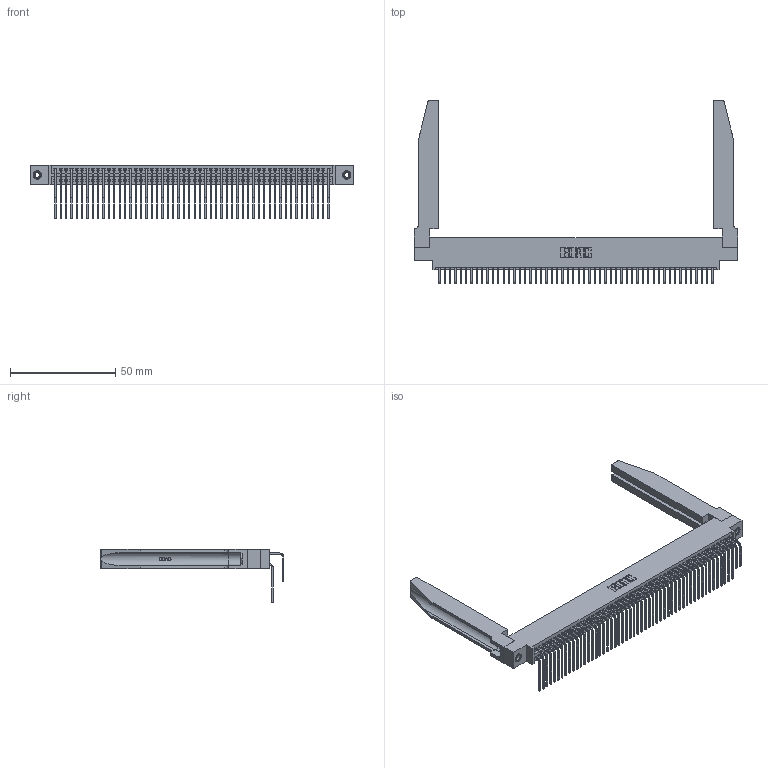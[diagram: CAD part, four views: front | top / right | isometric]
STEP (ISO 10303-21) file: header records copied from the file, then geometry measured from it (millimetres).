
FILE_DESCRIPTION (( 'STEP AP203' ), '1' );
FILE_NAME ('395-104-558-878.STEP', '2019-10-26T22:18:50', ( '' ), ( '' ), 'SwSTEP 2.0', 'SolidWorks 2016', '' );
FILE_SCHEMA (( 'CONFIG_CONTROL_DESIGN' ));
Length unit declared in the file: inch
Products named in the file (6): 345-250-001_345-250-001-102; 345-220-078_345-220-078; 395-104-558-878; 345 Part_0.170 Offset - 0.156 Dia-TH; 345-292-001_558 559 Tail - 1; 345-292-001_558 Tail - 2
Assembly tree (109 placements, depth 2):
  395-104-558-878
    345 Part_0.170 Offset - 0.156 Dia-TH
    345-292-001_558 559 Tail - 1  x52
    345-292-001_558 Tail - 2  x52
    345-250-001_345-250-001-102  x2
    345-220-078_345-220-078  x2
Bounding box: 153.31 x 87.11 x 25.53 mm (x, y, z)
Volume: 23242.9 mm3; surface area: 32867.7 mm2
Topology: 109 solids, 109 shells, 5772 faces, 17081 edges, 11238 vertices
Faces by surface type: plane 3866, cylinder 1854, bspline 36, cone 12, torus 4
Entity records: 45978 total; most frequent: CARTESIAN_POINT 8662, ORIENTED_EDGE 7442, DIRECTION 6591, EDGE_CURVE 3721, LINE 3247, VECTOR 3247, VERTEX_POINT 2472, AXIS2_PLACEMENT_3D 1672
